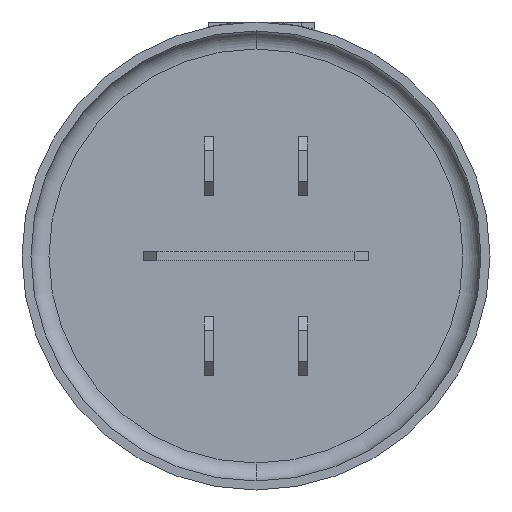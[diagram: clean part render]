
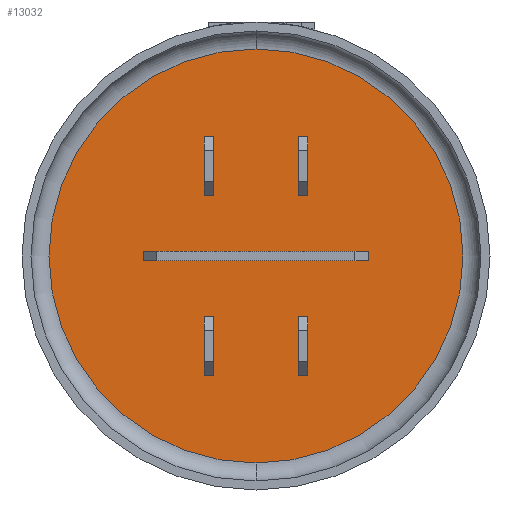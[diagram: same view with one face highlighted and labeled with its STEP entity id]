
A CAD part, front view. The second image highlights one B-rep face of the part: STEP entity #13032.
In plain terms, the highlighted planar face has unit normal (0, -1, 0).
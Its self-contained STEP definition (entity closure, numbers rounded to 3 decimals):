
#4756=DIRECTION('',(1.,0.,0.));
#4757=VECTOR('',#4756,25.);
#4758=CARTESIAN_POINT('',(-12.5,-38.,-0.5));
#4759=LINE('',#4758,#4757);
#4760=DIRECTION('',(0.,0.,1.));
#4761=VECTOR('',#4760,1.);
#4762=CARTESIAN_POINT('',(12.5,-38.,-0.5));
#4763=LINE('',#4762,#4761);
#4764=DIRECTION('',(-1.,0.,0.));
#4765=VECTOR('',#4764,25.);
#4766=CARTESIAN_POINT('',(12.5,-38.,0.5));
#4767=LINE('',#4766,#4765);
#4768=DIRECTION('',(0.,0.,-1.));
#4769=VECTOR('',#4768,1.);
#4770=CARTESIAN_POINT('',(-12.5,-38.,0.5));
#4771=LINE('',#4770,#4769);
#4772=DIRECTION('',(1.,0.,0.));
#4773=VECTOR('',#4772,1.);
#4774=CARTESIAN_POINT('',(-5.75,-38.,6.75));
#4775=LINE('',#4774,#4773);
#4776=DIRECTION('',(0.,0.,1.));
#4777=VECTOR('',#4776,6.5);
#4778=CARTESIAN_POINT('',(-4.75,-38.,6.75));
#4779=LINE('',#4778,#4777);
#4780=DIRECTION('',(-1.,0.,0.));
#4781=VECTOR('',#4780,1.);
#4782=CARTESIAN_POINT('',(-4.75,-38.,13.25));
#4783=LINE('',#4782,#4781);
#4784=DIRECTION('',(0.,0.,-1.));
#4785=VECTOR('',#4784,6.5);
#4786=CARTESIAN_POINT('',(-5.75,-38.,13.25));
#4787=LINE('',#4786,#4785);
#4788=DIRECTION('',(0.,0.,1.));
#4789=VECTOR('',#4788,6.5);
#4790=CARTESIAN_POINT('',(-4.75,-38.,-13.25));
#4791=LINE('',#4790,#4789);
#4792=DIRECTION('',(-1.,0.,0.));
#4793=VECTOR('',#4792,1.);
#4794=CARTESIAN_POINT('',(-4.75,-38.,-6.75));
#4795=LINE('',#4794,#4793);
#4796=DIRECTION('',(0.,0.,-1.));
#4797=VECTOR('',#4796,6.5);
#4798=CARTESIAN_POINT('',(-5.75,-38.,-6.75));
#4799=LINE('',#4798,#4797);
#4800=DIRECTION('',(1.,0.,0.));
#4801=VECTOR('',#4800,1.);
#4802=CARTESIAN_POINT('',(-5.75,-38.,-13.25));
#4803=LINE('',#4802,#4801);
#4804=DIRECTION('',(1.,0.,0.));
#4805=VECTOR('',#4804,1.);
#4806=CARTESIAN_POINT('',(4.75,-38.,-13.25));
#4807=LINE('',#4806,#4805);
#4808=DIRECTION('',(0.,0.,1.));
#4809=VECTOR('',#4808,6.5);
#4810=CARTESIAN_POINT('',(5.75,-38.,-13.25));
#4811=LINE('',#4810,#4809);
#4812=DIRECTION('',(-1.,0.,0.));
#4813=VECTOR('',#4812,1.);
#4814=CARTESIAN_POINT('',(5.75,-38.,-6.75));
#4815=LINE('',#4814,#4813);
#4816=DIRECTION('',(0.,0.,-1.));
#4817=VECTOR('',#4816,6.5);
#4818=CARTESIAN_POINT('',(4.75,-38.,-6.75));
#4819=LINE('',#4818,#4817);
#4820=DIRECTION('',(0.,0.,-1.));
#4821=VECTOR('',#4820,6.5);
#4822=CARTESIAN_POINT('',(4.75,-38.,13.25));
#4823=LINE('',#4822,#4821);
#4824=DIRECTION('',(1.,0.,0.));
#4825=VECTOR('',#4824,1.);
#4826=CARTESIAN_POINT('',(4.75,-38.,6.75));
#4827=LINE('',#4826,#4825);
#4828=DIRECTION('',(0.,0.,1.));
#4829=VECTOR('',#4828,6.5);
#4830=CARTESIAN_POINT('',(5.75,-38.,6.75));
#4831=LINE('',#4830,#4829);
#4832=DIRECTION('',(-1.,0.,0.));
#4833=VECTOR('',#4832,1.);
#4834=CARTESIAN_POINT('',(5.75,-38.,13.25));
#4835=LINE('',#4834,#4833);
#4836=CARTESIAN_POINT('',(0.,-38.,0.));
#4837=DIRECTION('',(0.,1.,0.));
#4838=DIRECTION('',(0.,0.,-1.));
#4839=AXIS2_PLACEMENT_3D('',#4836,#4837,#4838);
#4841=CARTESIAN_POINT('',(0.,-38.,0.));
#4842=DIRECTION('',(0.,1.,0.));
#4843=DIRECTION('',(0.,0.,1.));
#4844=AXIS2_PLACEMENT_3D('',#4841,#4842,#4843);
#5969=CARTESIAN_POINT('',(-12.5,-38.,-0.5));
#5970=CARTESIAN_POINT('',(12.5,-38.,-0.5));
#5971=VERTEX_POINT('',#5969);
#5972=VERTEX_POINT('',#5970);
#5973=CARTESIAN_POINT('',(12.5,-38.,0.5));
#5974=VERTEX_POINT('',#5973);
#5975=CARTESIAN_POINT('',(-12.5,-38.,0.5));
#5976=VERTEX_POINT('',#5975);
#5977=CARTESIAN_POINT('',(-5.75,-38.,6.75));
#5978=CARTESIAN_POINT('',(-4.75,-38.,6.75));
#5979=VERTEX_POINT('',#5977);
#5980=VERTEX_POINT('',#5978);
#5981=CARTESIAN_POINT('',(-4.75,-38.,13.25));
#5982=VERTEX_POINT('',#5981);
#5983=CARTESIAN_POINT('',(-5.75,-38.,13.25));
#5984=VERTEX_POINT('',#5983);
#5985=CARTESIAN_POINT('',(-4.75,-38.,-13.25));
#5986=CARTESIAN_POINT('',(-4.75,-38.,-6.75));
#5987=VERTEX_POINT('',#5985);
#5988=VERTEX_POINT('',#5986);
#5989=CARTESIAN_POINT('',(-5.75,-38.,-6.75));
#5990=VERTEX_POINT('',#5989);
#5991=CARTESIAN_POINT('',(-5.75,-38.,-13.25));
#5992=VERTEX_POINT('',#5991);
#5993=CARTESIAN_POINT('',(4.75,-38.,-13.25));
#5994=CARTESIAN_POINT('',(5.75,-38.,-13.25));
#5995=VERTEX_POINT('',#5993);
#5996=VERTEX_POINT('',#5994);
#5997=CARTESIAN_POINT('',(5.75,-38.,-6.75));
#5998=VERTEX_POINT('',#5997);
#5999=CARTESIAN_POINT('',(4.75,-38.,-6.75));
#6000=VERTEX_POINT('',#5999);
#6001=CARTESIAN_POINT('',(4.75,-38.,13.25));
#6002=CARTESIAN_POINT('',(4.75,-38.,6.75));
#6003=VERTEX_POINT('',#6001);
#6004=VERTEX_POINT('',#6002);
#6005=CARTESIAN_POINT('',(5.75,-38.,6.75));
#6006=VERTEX_POINT('',#6005);
#6007=CARTESIAN_POINT('',(5.75,-38.,13.25));
#6008=VERTEX_POINT('',#6007);
#6021=CARTESIAN_POINT('',(0.,-38.,-23.));
#6022=CARTESIAN_POINT('',(0.,-38.,23.));
#6023=VERTEX_POINT('',#6021);
#6024=VERTEX_POINT('',#6022);
#12972=CARTESIAN_POINT('',(0.,-38.,0.));
#12973=DIRECTION('',(0.,-1.,0.));
#12974=DIRECTION('',(0.,0.,-1.));
#12975=AXIS2_PLACEMENT_3D('',#12972,#12973,#12974);
#12976=PLANE('',#12975);
#12978=ORIENTED_EDGE('',*,*,#12977,.T.);
#12979=ORIENTED_EDGE('',*,*,#12962,.T.);
#12980=EDGE_LOOP('',(#12978,#12979));
#12981=FACE_OUTER_BOUND('',#12980,.F.);
#12983=ORIENTED_EDGE('',*,*,#12982,.T.);
#12985=ORIENTED_EDGE('',*,*,#12984,.T.);
#12987=ORIENTED_EDGE('',*,*,#12986,.T.);
#12989=ORIENTED_EDGE('',*,*,#12988,.T.);
#12990=EDGE_LOOP('',(#12983,#12985,#12987,#12989));
#12991=FACE_BOUND('',#12990,.F.);
#12993=ORIENTED_EDGE('',*,*,#12992,.T.);
#12995=ORIENTED_EDGE('',*,*,#12994,.T.);
#12997=ORIENTED_EDGE('',*,*,#12996,.T.);
#12999=ORIENTED_EDGE('',*,*,#12998,.T.);
#13000=EDGE_LOOP('',(#12993,#12995,#12997,#12999));
#13001=FACE_BOUND('',#13000,.F.);
#13003=ORIENTED_EDGE('',*,*,#13002,.T.);
#13005=ORIENTED_EDGE('',*,*,#13004,.T.);
#13007=ORIENTED_EDGE('',*,*,#13006,.T.);
#13009=ORIENTED_EDGE('',*,*,#13008,.T.);
#13010=EDGE_LOOP('',(#13003,#13005,#13007,#13009));
#13011=FACE_BOUND('',#13010,.F.);
#13013=ORIENTED_EDGE('',*,*,#13012,.T.);
#13015=ORIENTED_EDGE('',*,*,#13014,.T.);
#13017=ORIENTED_EDGE('',*,*,#13016,.T.);
#13019=ORIENTED_EDGE('',*,*,#13018,.T.);
#13020=EDGE_LOOP('',(#13013,#13015,#13017,#13019));
#13021=FACE_BOUND('',#13020,.F.);
#13023=ORIENTED_EDGE('',*,*,#13022,.T.);
#13025=ORIENTED_EDGE('',*,*,#13024,.T.);
#13027=ORIENTED_EDGE('',*,*,#13026,.T.);
#13029=ORIENTED_EDGE('',*,*,#13028,.T.);
#13030=EDGE_LOOP('',(#13023,#13025,#13027,#13029));
#13031=FACE_BOUND('',#13030,.F.);
#13032=ADVANCED_FACE('',(#12981,#12991,#13001,#13011,#13021,#13031),#12976,.T.);
#4840=CIRCLE('',#4839,23.);
#4845=CIRCLE('',#4844,23.);
#12962=EDGE_CURVE('',#6024,#6023,#4845,.T.);
#12977=EDGE_CURVE('',#6023,#6024,#4840,.T.);
#12982=EDGE_CURVE('',#5979,#5980,#4775,.T.);
#12984=EDGE_CURVE('',#5980,#5982,#4779,.T.);
#12986=EDGE_CURVE('',#5982,#5984,#4783,.T.);
#12988=EDGE_CURVE('',#5984,#5979,#4787,.T.);
#12992=EDGE_CURVE('',#5987,#5988,#4791,.T.);
#12994=EDGE_CURVE('',#5988,#5990,#4795,.T.);
#12996=EDGE_CURVE('',#5990,#5992,#4799,.T.);
#12998=EDGE_CURVE('',#5992,#5987,#4803,.T.);
#13002=EDGE_CURVE('',#5995,#5996,#4807,.T.);
#13004=EDGE_CURVE('',#5996,#5998,#4811,.T.);
#13006=EDGE_CURVE('',#5998,#6000,#4815,.T.);
#13008=EDGE_CURVE('',#6000,#5995,#4819,.T.);
#13012=EDGE_CURVE('',#6003,#6004,#4823,.T.);
#13014=EDGE_CURVE('',#6004,#6006,#4827,.T.);
#13016=EDGE_CURVE('',#6006,#6008,#4831,.T.);
#13018=EDGE_CURVE('',#6008,#6003,#4835,.T.);
#13022=EDGE_CURVE('',#5971,#5972,#4759,.T.);
#13024=EDGE_CURVE('',#5972,#5974,#4763,.T.);
#13026=EDGE_CURVE('',#5974,#5976,#4767,.T.);
#13028=EDGE_CURVE('',#5976,#5971,#4771,.T.);
